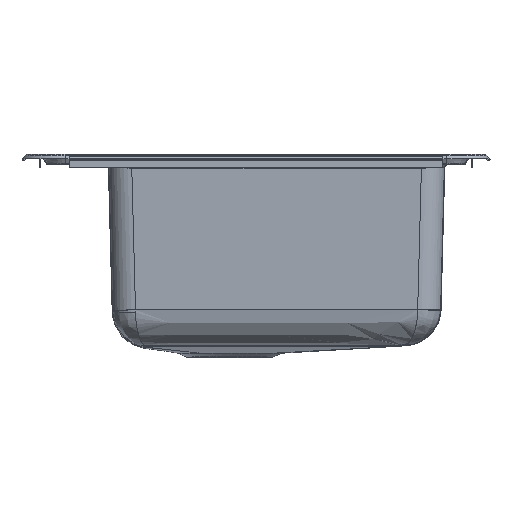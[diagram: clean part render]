
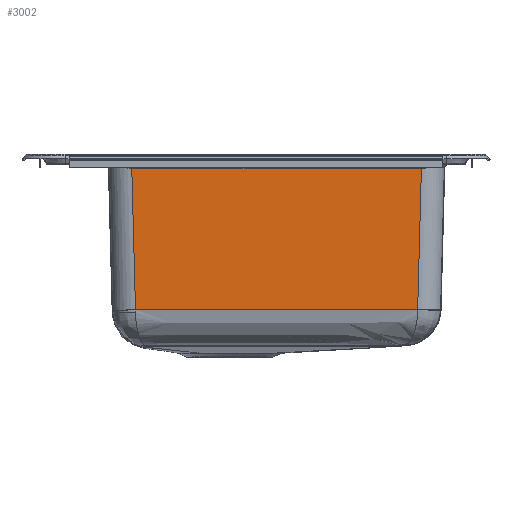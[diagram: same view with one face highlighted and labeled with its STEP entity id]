
A CAD part, left-side view. The second image highlights one B-rep face of the part: STEP entity #3002.
In plain terms, the highlighted planar face has unit normal (-1, 0, -0.026).
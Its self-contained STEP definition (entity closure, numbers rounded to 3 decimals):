
#1629=LINE('',#21275,#2385);
#1636=LINE('',#21293,#2392);
#1639=LINE('',#21301,#2395);
#2385=VECTOR('',#14782,1.);
#2392=VECTOR('',#14803,1.);
#2395=VECTOR('',#14812,1.);
#3002=ADVANCED_FACE('',(#4347),#3407,.F.);
#3407=PLANE('',#12132);
#3591=B_SPLINE_CURVE_WITH_KNOTS('',3,(#21015,#21016,#21017,#21018,#21019,
#21020,#21021,#21022,#21023,#21024,#21025,#21026,#21027),.UNSPECIFIED.,.F.,
.F.,(4,3,3,3,4),(0.,0.073,0.5,0.927,
1.),.UNSPECIFIED.);
#3600=B_SPLINE_CURVE_WITH_KNOTS('',3,(#21237,#21238,#21239,#21240),.UNSPECIFIED.,
.F.,.F.,(4,4),(0.,1.),.UNSPECIFIED.);
#4347=FACE_OUTER_BOUND('',#5061,.T.);
#5061=EDGE_LOOP('',(#7768,#7769,#7770,#7771,#7772));
#7768=ORIENTED_EDGE('',*,*,#10828,.T.);
#7769=ORIENTED_EDGE('',*,*,#10841,.T.);
#7770=ORIENTED_EDGE('',*,*,#10837,.T.);
#7771=ORIENTED_EDGE('',*,*,#10811,.T.);
#7772=ORIENTED_EDGE('',*,*,#10823,.T.);
#9323=VERTEX_POINT('',#20818);
#9326=VERTEX_POINT('',#21014);
#9332=VERTEX_POINT('',#21236);
#9335=VERTEX_POINT('',#21274);
#9340=VERTEX_POINT('',#21294);
#10811=EDGE_CURVE('',#9326,#9323,#3591,.T.);
#10823=EDGE_CURVE('',#9323,#9332,#3600,.T.);
#10828=EDGE_CURVE('',#9332,#9335,#1629,.T.);
#10837=EDGE_CURVE('',#9340,#9326,#1636,.T.);
#10841=EDGE_CURVE('',#9335,#9340,#1639,.T.);
#12132=AXIS2_PLACEMENT_3D('',#21302,#14813,#14814);
#14782=DIRECTION('',(-0.026,-0.026,0.999));
#14803=DIRECTION('',(0.026,-0.026,-0.999));
#14812=DIRECTION('',(0.,1.,0.));
#14813=DIRECTION('',(1.,0.,0.026));
#14814=DIRECTION('',(0.026,0.,-1.));
#20818=CARTESIAN_POINT('',(-409.906,-172.912,-161.372));
#21014=CARTESIAN_POINT('',(-409.9,128.909,-161.584));
#21015=CARTESIAN_POINT('',(-409.9,128.909,-161.584));
#21016=CARTESIAN_POINT('',(-409.9,121.599,-161.602));
#21017=CARTESIAN_POINT('',(-409.899,114.289,-161.619));
#21018=CARTESIAN_POINT('',(-409.899,106.979,-161.634));
#21019=CARTESIAN_POINT('',(-409.896,63.987,-161.724));
#21020=CARTESIAN_POINT('',(-409.895,20.995,-161.758));
#21021=CARTESIAN_POINT('',(-409.897,-21.996,-161.715));
#21022=CARTESIAN_POINT('',(-409.898,-64.988,-161.671));
#21023=CARTESIAN_POINT('',(-409.901,-107.979,-161.559));
#21024=CARTESIAN_POINT('',(-409.904,-150.971,-161.434));
#21025=CARTESIAN_POINT('',(-409.905,-158.284,-161.413));
#21026=CARTESIAN_POINT('',(-409.905,-165.598,-161.392));
#21027=CARTESIAN_POINT('',(-409.906,-172.912,-161.372));
#21236=CARTESIAN_POINT('',(-409.913,-172.921,-161.102));
#21237=CARTESIAN_POINT('',(-409.906,-172.912,-161.372));
#21238=CARTESIAN_POINT('',(-409.908,-172.916,-161.282));
#21239=CARTESIAN_POINT('',(-409.91,-172.919,-161.192));
#21240=CARTESIAN_POINT('',(-409.913,-172.921,-161.102));
#21274=CARTESIAN_POINT('',(-413.872,-176.881,-9.895));
#21275=CARTESIAN_POINT('',(-413.894,-176.902,-9.08));
#21293=CARTESIAN_POINT('',(-413.894,132.902,-9.08));
#21294=CARTESIAN_POINT('',(-413.872,132.881,-9.895));
#21301=CARTESIAN_POINT('',(-413.872,132.983,-9.895));
#21302=CARTESIAN_POINT('',(-414.,-22.,-5.026));
